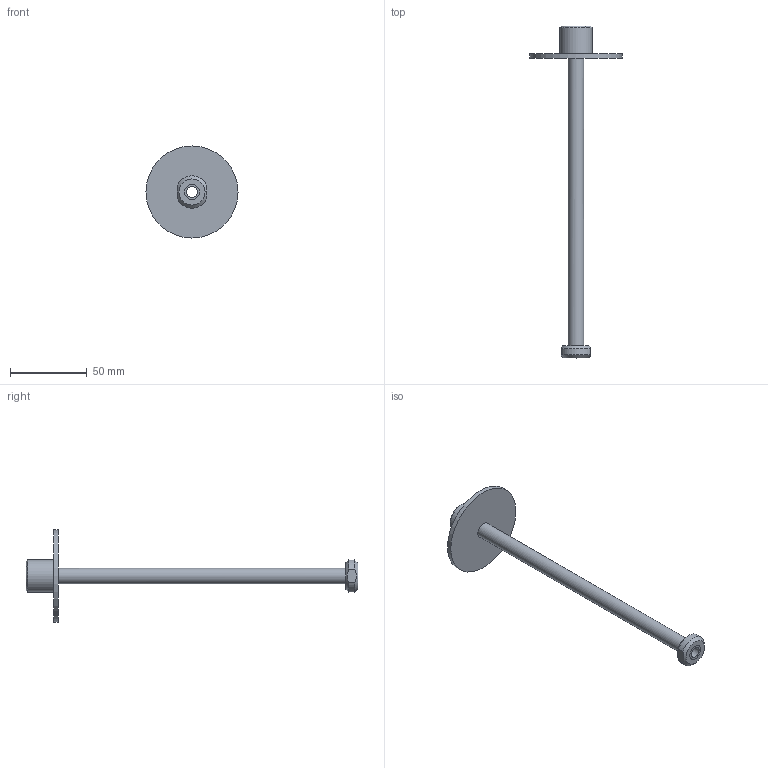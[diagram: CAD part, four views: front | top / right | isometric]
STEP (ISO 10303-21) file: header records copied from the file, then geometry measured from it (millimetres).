
FILE_DESCRIPTION(('STEP AP214'),'1');
FILE_NAME('Art.25020.stp','2022-09-05T08:18:43',(' '),(' '),'Spatial InterOp 3D',' ',' ');
FILE_SCHEMA(('AUTOMOTIVE_DESIGN { 1 0 10303 214 1 1 1 1 }'));
Length unit declared in the file: millimetre
Products named in the file (5): Art.25020
Assembly tree (4 placements, depth 2):
  Art.25020
    Art.25020
    Art.25020
    Art.25020
    Art.25020
Bounding box: 60 x 216.2 x 60 mm (x, y, z)
Volume: 41223.6 mm3; surface area: 37878.8 mm2
Topology: 4 solids, 4 shells, 41 faces, 79 edges, 52 vertices
Faces by surface type: plane 18, cylinder 16, cone 7
Full cylindrical faces by diameter (mm): 7 x2, 10 x3, 10.4 x2, 14 x1, 16.4 x1, 20.955 x1, 60 x2
Entity records: 1521 total; most frequent: CARTESIAN_POINT 268, DIRECTION 178, ORIENTED_EDGE 110, AXIS2_PLACEMENT_3D 85, EDGE_LOOP 74, EDGE_CURVE 55, FACE_OUTER_BOUND 53, VERTEX_POINT 47
